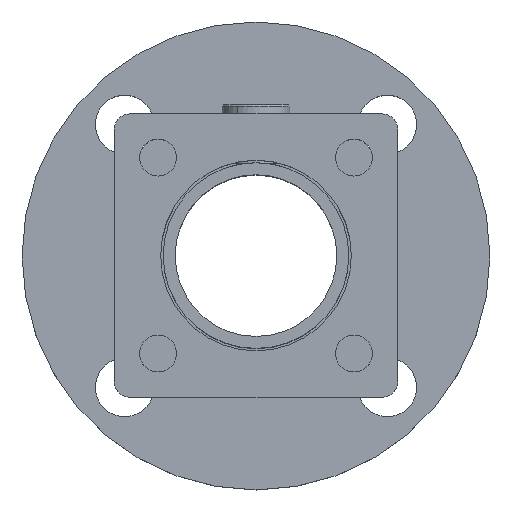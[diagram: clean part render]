
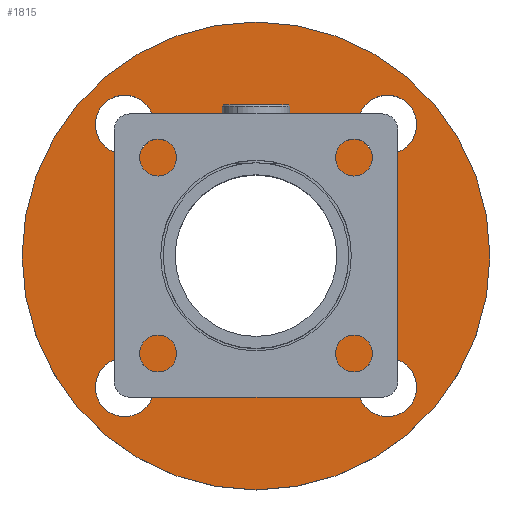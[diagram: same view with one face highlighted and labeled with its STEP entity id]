
A CAD part, top view. The second image highlights one B-rep face of the part: STEP entity #1815.
In plain terms, the highlighted face is planar.
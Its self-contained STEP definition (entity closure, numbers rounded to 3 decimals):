
#48 = DIRECTION ( 'NONE',  ( 0., 1., 0. ) ) ;
#53 = CARTESIAN_POINT ( 'NONE',  ( -52.224, 17.9, -42.674 ) ) ;
#67 = CIRCLE ( 'NONE', #1849, 9.55 ) ;
#83 = DIRECTION ( 'NONE',  ( 0., 0., -1. ) ) ;
#88 = EDGE_CURVE ( 'NONE', #1575, #2276, #67, .T. ) ;
#127 = VERTEX_POINT ( 'NONE', #2107 ) ;
#146 = DIRECTION ( 'NONE',  ( 0., -1., 0. ) ) ;
#200 = AXIS2_PLACEMENT_3D ( 'NONE', #1466, #1218, #1635 ) ;
#219 = DIRECTION ( 'NONE',  ( 0., 0., 1. ) ) ;
#220 = DIRECTION ( 'NONE',  ( 0., 0., 1. ) ) ;
#250 = CARTESIAN_POINT ( 'NONE',  ( 42.674, 17.9, 42.674 ) ) ;
#260 = CARTESIAN_POINT ( 'NONE',  ( 52.224, 17.9, 42.674 ) ) ;
#272 = FACE_OUTER_BOUND ( 'NONE', #1887, .T. ) ;
#274 = CIRCLE ( 'NONE', #1571, 76. ) ;
#282 = AXIS2_PLACEMENT_3D ( 'NONE', #380, #580, #1177 ) ;
#293 = CARTESIAN_POINT ( 'NONE',  ( 0., 17.9, -39. ) ) ;
#300 = EDGE_CURVE ( 'NONE', #587, #1828, #1929, .T. ) ;
#309 = DIRECTION ( 'NONE',  ( -1., 0., 0. ) ) ;
#348 = CARTESIAN_POINT ( 'NONE',  ( -42.674, 17.9, 42.674 ) ) ;
#380 = CARTESIAN_POINT ( 'NONE',  ( 0., 17.9, 0. ) ) ;
#449 = FACE_BOUND ( 'NONE', #1462, .T. ) ;
#457 = EDGE_CURVE ( 'NONE', #2032, #1633, #2483, .T. ) ;
#473 = CARTESIAN_POINT ( 'NONE',  ( 42.674, 17.9, -52.224 ) ) ;
#490 = DIRECTION ( 'NONE',  ( 1., 0., 0. ) ) ;
#492 = EDGE_LOOP ( 'NONE', ( #1342, #2242 ) ) ;
#547 = DIRECTION ( 'NONE',  ( 0., -1., 0. ) ) ;
#580 = DIRECTION ( 'NONE',  ( 0., 1., 0. ) ) ;
#587 = VERTEX_POINT ( 'NONE', #1094 ) ;
#601 = DIRECTION ( 'NONE',  ( 0., 0., 1. ) ) ;
#602 = AXIS2_PLACEMENT_3D ( 'NONE', #1210, #1018, #619 ) ;
#604 = VERTEX_POINT ( 'NONE', #1878 ) ;
#609 = CARTESIAN_POINT ( 'NONE',  ( -33.124, 17.9, -42.674 ) ) ;
#619 = DIRECTION ( 'NONE',  ( 0., 0., -1. ) ) ;
#708 = EDGE_CURVE ( 'NONE', #1836, #1719, #274, .T. ) ;
#716 = CARTESIAN_POINT ( 'NONE',  ( -42.674, 17.9, 33.124 ) ) ;
#791 = ORIENTED_EDGE ( 'NONE', *, *, #1017, .T. ) ;
#817 = VERTEX_POINT ( 'NONE', #293 ) ;
#856 = CARTESIAN_POINT ( 'NONE',  ( 0., 17.9, -76. ) ) ;
#894 = DIRECTION ( 'NONE',  ( -1., 0., 0. ) ) ;
#898 = EDGE_LOOP ( 'NONE', ( #791, #1683 ) ) ;
#904 = CARTESIAN_POINT ( 'NONE',  ( -42.674, 17.9, -42.674 ) ) ;
#973 = CARTESIAN_POINT ( 'NONE',  ( 0., 17.9, 0. ) ) ;
#1004 = AXIS2_PLACEMENT_3D ( 'NONE', #1171, #1142, #601 ) ;
#1017 = EDGE_CURVE ( 'NONE', #1828, #587, #2216, .T. ) ;
#1018 = DIRECTION ( 'NONE',  ( 0., -1., 0. ) ) ;
#1047 = CIRCLE ( 'NONE', #602, 9.55 ) ;
#1051 = ORIENTED_EDGE ( 'NONE', *, *, #1436, .T. ) ;
#1057 = PLANE ( 'NONE',  #1494 ) ;
#1060 = EDGE_LOOP ( 'NONE', ( #2376, #1051 ) ) ;
#1094 = CARTESIAN_POINT ( 'NONE',  ( 33.124, 17.9, 42.674 ) ) ;
#1142 = DIRECTION ( 'NONE',  ( 0., 1., 0. ) ) ;
#1154 = CARTESIAN_POINT ( 'NONE',  ( 0., 17.9, 76. ) ) ;
#1171 = CARTESIAN_POINT ( 'NONE',  ( 0., 17.9, 0. ) ) ;
#1173 = ORIENTED_EDGE ( 'NONE', *, *, #1496, .T. ) ;
#1177 = DIRECTION ( 'NONE',  ( 0., 0., 1. ) ) ;
#1190 = ORIENTED_EDGE ( 'NONE', *, *, #1880, .F. ) ;
#1210 = CARTESIAN_POINT ( 'NONE',  ( 42.674, 17.9, -42.674 ) ) ;
#1218 = DIRECTION ( 'NONE',  ( 0., -1., 0. ) ) ;
#1219 = DIRECTION ( 'NONE',  ( 0., -1., 0. ) ) ;
#1229 = FACE_BOUND ( 'NONE', #2324, .T. ) ;
#1238 = AXIS2_PLACEMENT_3D ( 'NONE', #1522, #2283, #2274 ) ;
#1245 = AXIS2_PLACEMENT_3D ( 'NONE', #973, #48, #219 ) ;
#1271 = CARTESIAN_POINT ( 'NONE',  ( -42.674, 17.9, 42.674 ) ) ;
#1283 = AXIS2_PLACEMENT_3D ( 'NONE', #2255, #1505, #309 ) ;
#1320 = CARTESIAN_POINT ( 'NONE',  ( 0., 17.9, 0. ) ) ;
#1323 = DIRECTION ( 'NONE',  ( 0., 0., 1. ) ) ;
#1342 = ORIENTED_EDGE ( 'NONE', *, *, #2148, .T. ) ;
#1365 = ORIENTED_EDGE ( 'NONE', *, *, #1698, .T. ) ;
#1371 = CIRCLE ( 'NONE', #2061, 9.55 ) ;
#1436 = EDGE_CURVE ( 'NONE', #2276, #1575, #1371, .T. ) ;
#1440 = FACE_BOUND ( 'NONE', #1060, .T. ) ;
#1455 = FACE_BOUND ( 'NONE', #898, .T. ) ;
#1462 = EDGE_LOOP ( 'NONE', ( #1791, #1190 ) ) ;
#1466 = CARTESIAN_POINT ( 'NONE',  ( 42.674, 17.9, -42.674 ) ) ;
#1494 = AXIS2_PLACEMENT_3D ( 'NONE', #856, #1998, #83 ) ;
#1496 = EDGE_CURVE ( 'NONE', #1633, #2032, #1856, .T. ) ;
#1505 = DIRECTION ( 'NONE',  ( 0., -1., 0. ) ) ;
#1522 = CARTESIAN_POINT ( 'NONE',  ( 42.674, 17.9, 42.674 ) ) ;
#1571 = AXIS2_PLACEMENT_3D ( 'NONE', #1320, #2147, #220 ) ;
#1575 = VERTEX_POINT ( 'NONE', #1585 ) ;
#1576 = AXIS2_PLACEMENT_3D ( 'NONE', #904, #1678, #894 ) ;
#1585 = CARTESIAN_POINT ( 'NONE',  ( -42.674, 17.9, 52.224 ) ) ;
#1629 = CARTESIAN_POINT ( 'NONE',  ( 0., 17.9, -76. ) ) ;
#1633 = VERTEX_POINT ( 'NONE', #53 ) ;
#1635 = DIRECTION ( 'NONE',  ( 0., 0., -1. ) ) ;
#1678 = DIRECTION ( 'NONE',  ( 0., -1., 0. ) ) ;
#1683 = ORIENTED_EDGE ( 'NONE', *, *, #300, .T. ) ;
#1698 = EDGE_CURVE ( 'NONE', #1719, #1836, #2101, .T. ) ;
#1719 = VERTEX_POINT ( 'NONE', #1154 ) ;
#1751 = ORIENTED_EDGE ( 'NONE', *, *, #708, .T. ) ;
#1791 = ORIENTED_EDGE ( 'NONE', *, *, #1851, .F. ) ;
#1806 = VERTEX_POINT ( 'NONE', #473 ) ;
#1815 = ADVANCED_FACE ( 'NONE', ( #1229, #1440, #1455, #2008, #449, #272 ), #1057, .F. ) ;
#1828 = VERTEX_POINT ( 'NONE', #260 ) ;
#1836 = VERTEX_POINT ( 'NONE', #1629 ) ;
#1842 = EDGE_CURVE ( 'NONE', #127, #1806, #1047, .T. ) ;
#1849 = AXIS2_PLACEMENT_3D ( 'NONE', #1271, #547, #1323 ) ;
#1851 = EDGE_CURVE ( 'NONE', #604, #817, #2453, .T. ) ;
#1856 = CIRCLE ( 'NONE', #1576, 9.55 ) ;
#1878 = CARTESIAN_POINT ( 'NONE',  ( 0., 17.9, 39. ) ) ;
#1880 = EDGE_CURVE ( 'NONE', #817, #604, #2019, .T. ) ;
#1887 = EDGE_LOOP ( 'NONE', ( #1365, #1751 ) ) ;
#1929 = CIRCLE ( 'NONE', #2053, 9.55 ) ;
#1998 = DIRECTION ( 'NONE',  ( 0., -1., 0. ) ) ;
#2008 = FACE_BOUND ( 'NONE', #492, .T. ) ;
#2019 = CIRCLE ( 'NONE', #282, 39. ) ;
#2032 = VERTEX_POINT ( 'NONE', #609 ) ;
#2049 = DIRECTION ( 'NONE',  ( 0., 0., 1. ) ) ;
#2053 = AXIS2_PLACEMENT_3D ( 'NONE', #250, #1219, #490 ) ;
#2061 = AXIS2_PLACEMENT_3D ( 'NONE', #348, #146, #2049 ) ;
#2101 = CIRCLE ( 'NONE', #1004, 76. ) ;
#2107 = CARTESIAN_POINT ( 'NONE',  ( 42.674, 17.9, -33.124 ) ) ;
#2140 = CIRCLE ( 'NONE', #200, 9.55 ) ;
#2147 = DIRECTION ( 'NONE',  ( 0., 1., 0. ) ) ;
#2148 = EDGE_CURVE ( 'NONE', #1806, #127, #2140, .T. ) ;
#2216 = CIRCLE ( 'NONE', #1238, 9.55 ) ;
#2242 = ORIENTED_EDGE ( 'NONE', *, *, #1842, .T. ) ;
#2255 = CARTESIAN_POINT ( 'NONE',  ( -42.674, 17.9, -42.674 ) ) ;
#2274 = DIRECTION ( 'NONE',  ( 1., 0., 0. ) ) ;
#2276 = VERTEX_POINT ( 'NONE', #716 ) ;
#2283 = DIRECTION ( 'NONE',  ( 0., -1., 0. ) ) ;
#2324 = EDGE_LOOP ( 'NONE', ( #1173, #2471 ) ) ;
#2376 = ORIENTED_EDGE ( 'NONE', *, *, #88, .T. ) ;
#2453 = CIRCLE ( 'NONE', #1245, 39. ) ;
#2471 = ORIENTED_EDGE ( 'NONE', *, *, #457, .T. ) ;
#2483 = CIRCLE ( 'NONE', #1283, 9.55 ) ;
